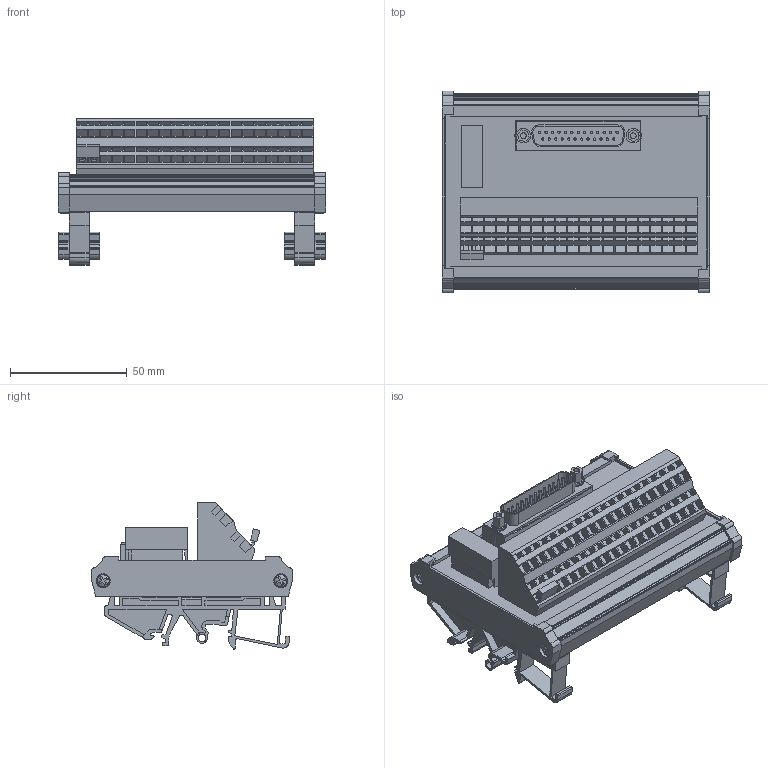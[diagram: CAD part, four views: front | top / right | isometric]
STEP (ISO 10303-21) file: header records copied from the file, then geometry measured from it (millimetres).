
FILE_DESCRIPTION(('CATIA V5R22 STEP214','CAx-IF Rec.Pracs.--- Model Styling and Organization---1.4--- 2014-01-23'),'2;1');
FILE_NAME ('011018-1_0', '2021-05-13T13:48:31+00:00', ('Weidmueller Interface'), ('Weidmueller'), 'CATIA Version 5-6 Release 2016 SP3 HF44', 'CATIA V5 STEP AP214', 'none');
FILE_SCHEMA(('AUTOMOTIVE_DESIGN { 1 0 10303 214 1 1 1 1 }'));
Products named in the file (1): 1308250000_RS 8AIO DP SD Z
Bounding box: 114.5 x 86.4 x 62.65 mm (x, y, z)
Volume: 111419.1 mm3; surface area: 90852.8 mm2
Topology: 1 solids, 7 shells, 1948 faces, 5527 edges, 3651 vertices
Faces by surface type: plane 1387, cylinder 545, torus 8, sphere 8
Entity records: 67280 total; most frequent: CARTESIAN_POINT 15432, ORIENTED_EDGE 11054, DIRECTION 8922, EDGE_CURVE 5527, VECTOR 4205, LINE 4205, VERTEX_POINT 3651, AXIS2_PLACEMENT_3D 2772
